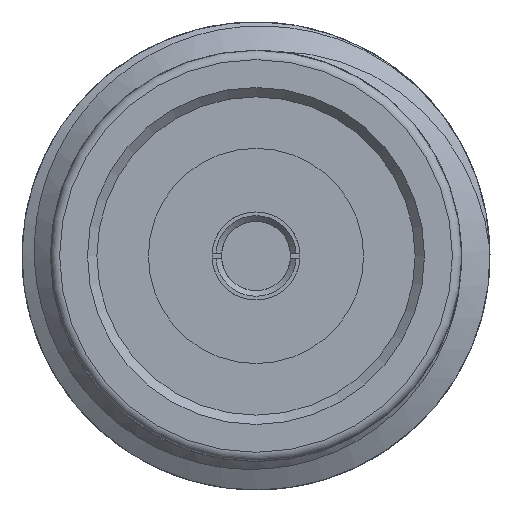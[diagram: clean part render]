
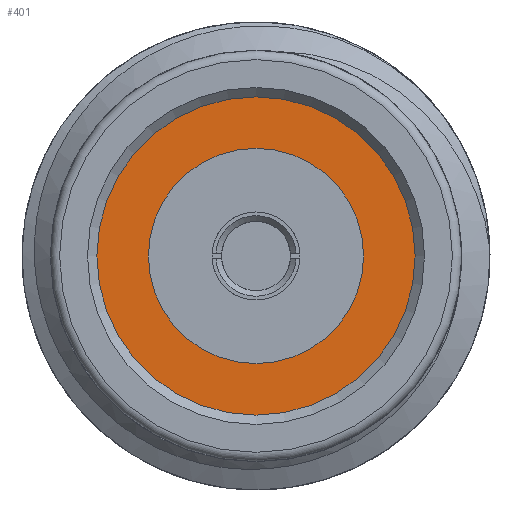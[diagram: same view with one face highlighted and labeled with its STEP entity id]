
A CAD part, left-side view. The second image highlights one B-rep face of the part: STEP entity #401.
In plain terms, the highlighted planar face has unit normal (-1, 0, 0).
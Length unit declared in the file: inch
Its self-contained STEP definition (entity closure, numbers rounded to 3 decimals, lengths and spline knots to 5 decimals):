
#19 = ORIENTED_EDGE ( 'NONE', *, *, #1389, .T. ) ;
#100 = CARTESIAN_POINT ( 'NONE',  ( 0.075, 0., 0. ) ) ;
#137 = DIRECTION ( 'NONE',  ( 0., 0., 1. ) ) ;
#290 = AXIS2_PLACEMENT_3D ( 'NONE', #504, #1106, #1273 ) ;
#339 = EDGE_CURVE ( 'NONE', #2393, #2393, #711, .T. ) ;
#401 = ADVANCED_FACE ( 'NONE', ( #1653, #2112 ), #1087, .T. ) ;
#499 = CIRCLE ( 'NONE', #655, 0.085 ) ;
#504 = CARTESIAN_POINT ( 'NONE',  ( 0.075, 0., 0. ) ) ;
#535 = CARTESIAN_POINT ( 'NONE',  ( 0.075, 0., 0.05748 ) ) ;
#655 = AXIS2_PLACEMENT_3D ( 'NONE', #1295, #1452, #137 ) ;
#686 = DIRECTION ( 'NONE',  ( 0., 0., 1. ) ) ;
#711 = CIRCLE ( 'NONE', #2405, 0.05748 ) ;
#1087 = PLANE ( 'NONE',  #290 ) ;
#1106 = DIRECTION ( 'NONE',  ( -1., 0., 0. ) ) ;
#1273 = DIRECTION ( 'NONE',  ( 0., 0., 1. ) ) ;
#1295 = CARTESIAN_POINT ( 'NONE',  ( 0.075, 0., 0. ) ) ;
#1389 = EDGE_CURVE ( 'NONE', #2305, #2305, #499, .T. ) ;
#1452 = DIRECTION ( 'NONE',  ( -1., 0., 0. ) ) ;
#1524 = EDGE_LOOP ( 'NONE', ( #1991 ) ) ;
#1653 = FACE_BOUND ( 'NONE', #1524, .T. ) ;
#1898 = EDGE_LOOP ( 'NONE', ( #19 ) ) ;
#1991 = ORIENTED_EDGE ( 'NONE', *, *, #339, .F. ) ;
#2112 = FACE_OUTER_BOUND ( 'NONE', #1898, .T. ) ;
#2158 = CARTESIAN_POINT ( 'NONE',  ( 0.075, 0., 0.085 ) ) ;
#2265 = DIRECTION ( 'NONE',  ( -1., 0., 0. ) ) ;
#2305 = VERTEX_POINT ( 'NONE', #2158 ) ;
#2393 = VERTEX_POINT ( 'NONE', #535 ) ;
#2405 = AXIS2_PLACEMENT_3D ( 'NONE', #100, #2265, #686 ) ;
